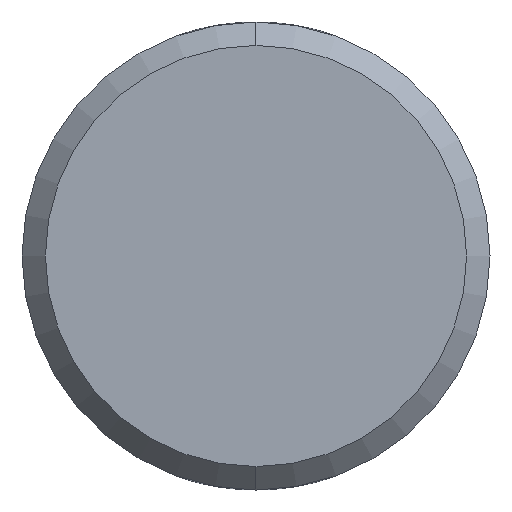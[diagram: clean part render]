
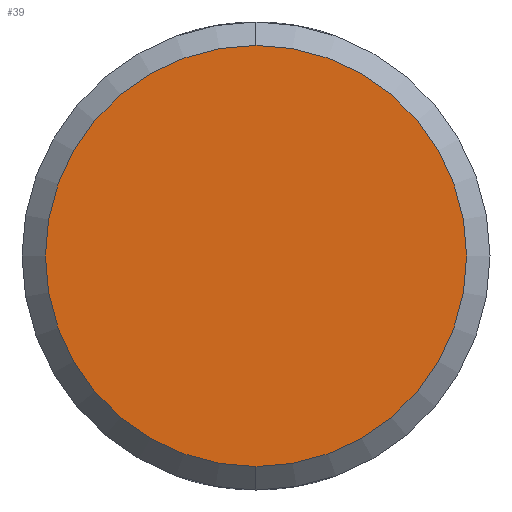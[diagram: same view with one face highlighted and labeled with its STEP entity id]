
A CAD part, left-side view. The second image highlights one B-rep face of the part: STEP entity #39.
In plain terms, the highlighted planar face has unit normal (-1, 0, 0).
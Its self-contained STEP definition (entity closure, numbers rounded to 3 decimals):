
#7 = CARTESIAN_POINT ( 'NONE',  ( -20., 0., 0. ) ) ;
#11 = DIRECTION ( 'NONE',  ( 0., 0., 1. ) ) ;
#13 = PLANE ( 'NONE',  #247 ) ;
#24 = DIRECTION ( 'NONE',  ( -1., 0., 0. ) ) ;
#39 = ADVANCED_FACE ( 'NONE', ( #320 ), #13, .T. ) ;
#49 = CARTESIAN_POINT ( 'NONE',  ( -20., 0., 0. ) ) ;
#51 = DIRECTION ( 'NONE',  ( 0., 0., 1. ) ) ;
#54 = CARTESIAN_POINT ( 'NONE',  ( -20., 0., 0. ) ) ;
#55 = DIRECTION ( 'NONE',  ( -1., 0., 0. ) ) ;
#68 = EDGE_CURVE ( 'NONE', #340, #342, #313, .T. ) ;
#72 = CARTESIAN_POINT ( 'NONE',  ( -20., 0., 4.5 ) ) ;
#80 = DIRECTION ( 'NONE',  ( -1., 0., 0. ) ) ;
#81 = CIRCLE ( 'NONE', #262, 4.5 ) ;
#93 = DIRECTION ( 'NONE',  ( 0., 0., 1. ) ) ;
#161 = CARTESIAN_POINT ( 'NONE',  ( -20., 0., -4.5 ) ) ;
#171 = EDGE_CURVE ( 'NONE', #342, #340, #81, .T. ) ;
#225 = AXIS2_PLACEMENT_3D ( 'NONE', #54, #55, #51 ) ;
#247 = AXIS2_PLACEMENT_3D ( 'NONE', #7, #24, #11 ) ;
#262 = AXIS2_PLACEMENT_3D ( 'NONE', #49, #80, #93 ) ;
#313 = CIRCLE ( 'NONE', #225, 4.5 ) ;
#320 = FACE_OUTER_BOUND ( 'NONE', #354, .T. ) ;
#332 = ORIENTED_EDGE ( 'NONE', *, *, #68, .T. ) ;
#340 = VERTEX_POINT ( 'NONE', #161 ) ;
#342 = VERTEX_POINT ( 'NONE', #72 ) ;
#351 = ORIENTED_EDGE ( 'NONE', *, *, #171, .T. ) ;
#354 = EDGE_LOOP ( 'NONE', ( #332, #351 ) ) ;
